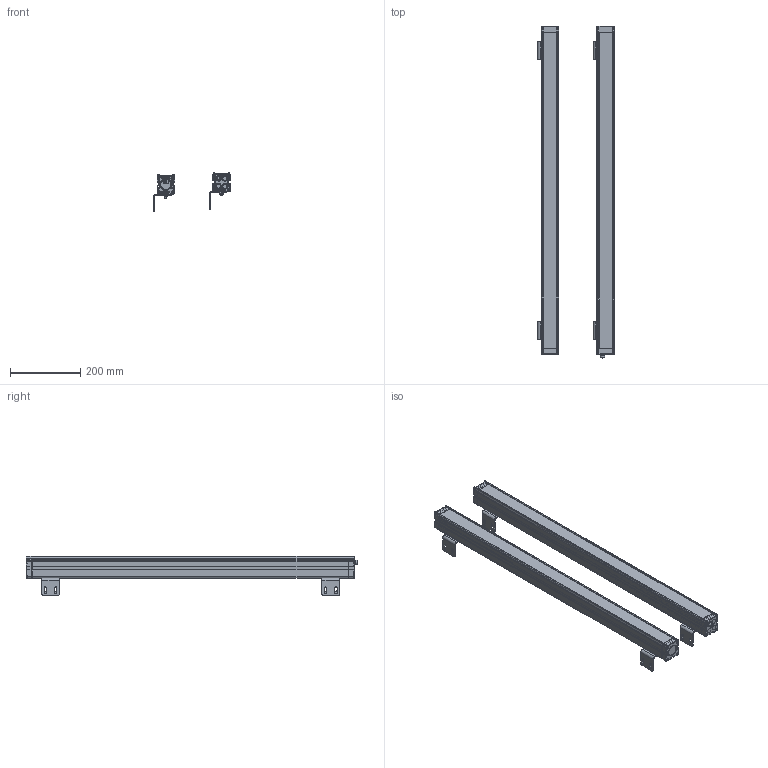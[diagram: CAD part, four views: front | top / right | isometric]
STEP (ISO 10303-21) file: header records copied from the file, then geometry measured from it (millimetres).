
FILE_DESCRIPTION (( 'STEP AP214' ), '1' );
FILE_NAME ('S-3B-TRX.STEP', '2021-01-06T14:46:41', ( '' ), ( '' ), 'SwSTEP 2.0', 'SolidWorks 2019', '' );
FILE_SCHEMA (( 'AUTOMOTIVE_DESIGN' ));
Length unit declared in the file: inch
Products named in the file (3): S-3B-TRX; S-3B-TRX_1; S-3B-TRX_2
Assembly tree (2 placements, depth 2):
  S-3B-TRX
    S-3B-TRX_1
    S-3B-TRX_2
Bounding box: 218.94 x 945.1 x 112.08 mm (x, y, z)
Volume: 1572203.6 mm3; surface area: 1215339.8 mm2
Topology: 49 solids, 49 shells, 4099 faces, 10320 edges, 6273 vertices
Faces by surface type: plane 1844, cylinder 1529, bspline 478, cone 200, torus 48
Full cylindrical faces by diameter (mm): 2 x2, 3.5 x32, 4.5 x18, 6 x16, 6.6 x16, 7.865 x8, 9.6 x1, 10 x1, 11 x2, 12 x6, 12.705 x8, 14 x3, 15 x4, 15.5 x1
Entity records: 173905 total; most frequent: CARTESIAN_POINT 51473, DIRECTION 19800, ORIENTED_EDGE 19778, EDGE_CURVE 9889, AXIS2_PLACEMENT_3D 6887, VERTEX_POINT 6206, LINE 6026, VECTOR 6026
